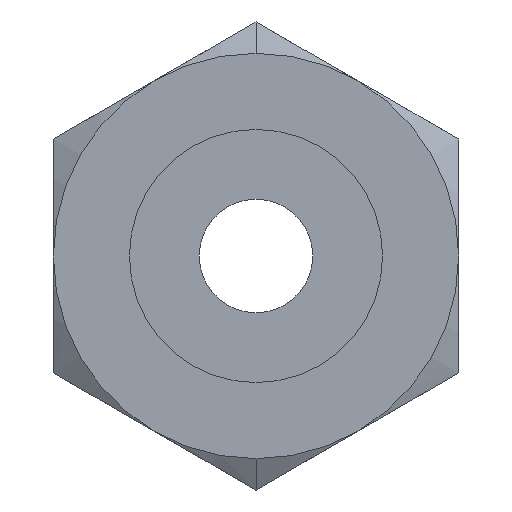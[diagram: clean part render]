
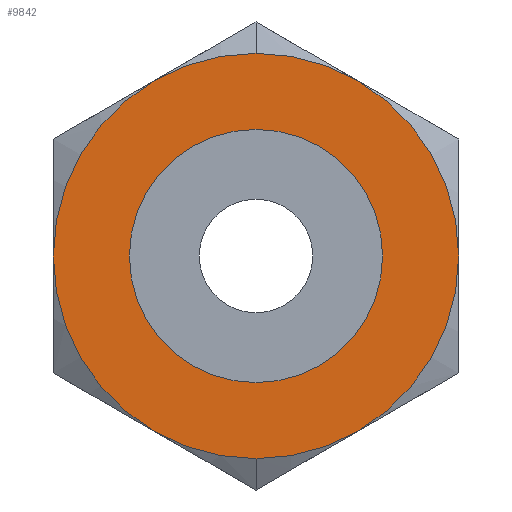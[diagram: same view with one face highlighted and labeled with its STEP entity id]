
A CAD part, left-side view. The second image highlights one B-rep face of the part: STEP entity #9842.
In plain terms, the highlighted planar face has unit normal (-1, 0, 0).
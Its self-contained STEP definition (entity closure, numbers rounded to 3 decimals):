
#136 = VERTEX_POINT ( 'NONE', #386 ) ;
#343 = EDGE_CURVE ( 'NONE', #952, #2784, #7292, .T. ) ;
#386 = CARTESIAN_POINT ( 'NONE',  ( 0., 0., 12.7 ) ) ;
#920 = DIRECTION ( 'NONE',  ( 1., 0., 0. ) ) ;
#952 = VERTEX_POINT ( 'NONE', #4408 ) ;
#1121 = EDGE_CURVE ( 'NONE', #136, #5648, #9102, .T. ) ;
#1330 = AXIS2_PLACEMENT_3D ( 'NONE', #8224, #4210, #1945 ) ;
#1561 = AXIS2_PLACEMENT_3D ( 'NONE', #3713, #9429, #2183 ) ;
#1945 = DIRECTION ( 'NONE',  ( 0., 0., 1. ) ) ;
#2183 = DIRECTION ( 'NONE',  ( 0., 0., 1. ) ) ;
#2417 = EDGE_CURVE ( 'NONE', #2784, #952, #6067, .T. ) ;
#2678 = CARTESIAN_POINT ( 'NONE',  ( 0., 0., 0. ) ) ;
#2731 = ORIENTED_EDGE ( 'NONE', *, *, #1121, .F. ) ;
#2784 = VERTEX_POINT ( 'NONE', #10339 ) ;
#2929 = DIRECTION ( 'NONE',  ( 1., 0., 0. ) ) ;
#3322 = FACE_OUTER_BOUND ( 'NONE', #3701, .T. ) ;
#3369 = PLANE ( 'NONE',  #7470 ) ;
#3472 = ORIENTED_EDGE ( 'NONE', *, *, #5794, .F. ) ;
#3701 = EDGE_LOOP ( 'NONE', ( #2731, #3472 ) ) ;
#3713 = CARTESIAN_POINT ( 'NONE',  ( 0., 0., 0. ) ) ;
#3719 = ORIENTED_EDGE ( 'NONE', *, *, #2417, .T. ) ;
#4115 = FACE_BOUND ( 'NONE', #8759, .T. ) ;
#4210 = DIRECTION ( 'NONE',  ( 1., 0., 0. ) ) ;
#4408 = CARTESIAN_POINT ( 'NONE',  ( 0., 0., 7.935 ) ) ;
#4957 = DIRECTION ( 'NONE',  ( -1., 0., 0. ) ) ;
#5162 = ORIENTED_EDGE ( 'NONE', *, *, #343, .T. ) ;
#5248 = CIRCLE ( 'NONE', #9651, 12.7 ) ;
#5358 = CARTESIAN_POINT ( 'NONE',  ( 0., 0., 0. ) ) ;
#5467 = DIRECTION ( 'NONE',  ( 0., 0., -1. ) ) ;
#5648 = VERTEX_POINT ( 'NONE', #9718 ) ;
#5794 = EDGE_CURVE ( 'NONE', #5648, #136, #5248, .T. ) ;
#6067 = CIRCLE ( 'NONE', #9290, 7.935 ) ;
#7292 = CIRCLE ( 'NONE', #1561, 7.935 ) ;
#7470 = AXIS2_PLACEMENT_3D ( 'NONE', #7489, #4957, #9778 ) ;
#7489 = CARTESIAN_POINT ( 'NONE',  ( 0., 0., 6.35 ) ) ;
#8224 = CARTESIAN_POINT ( 'NONE',  ( 0., 0., 0. ) ) ;
#8759 = EDGE_LOOP ( 'NONE', ( #3719, #5162 ) ) ;
#9078 = DIRECTION ( 'NONE',  ( 0., 0., -1. ) ) ;
#9102 = CIRCLE ( 'NONE', #1330, 12.7 ) ;
#9290 = AXIS2_PLACEMENT_3D ( 'NONE', #5358, #2929, #5467 ) ;
#9429 = DIRECTION ( 'NONE',  ( 1., 0., 0. ) ) ;
#9651 = AXIS2_PLACEMENT_3D ( 'NONE', #2678, #920, #9078 ) ;
#9718 = CARTESIAN_POINT ( 'NONE',  ( 0., 0., -12.7 ) ) ;
#9778 = DIRECTION ( 'NONE',  ( 0., 0., 1. ) ) ;
#9842 = ADVANCED_FACE ( 'NONE', ( #4115, #3322 ), #3369, .T. ) ;
#10339 = CARTESIAN_POINT ( 'NONE',  ( 0., 0., -7.935 ) ) ;
